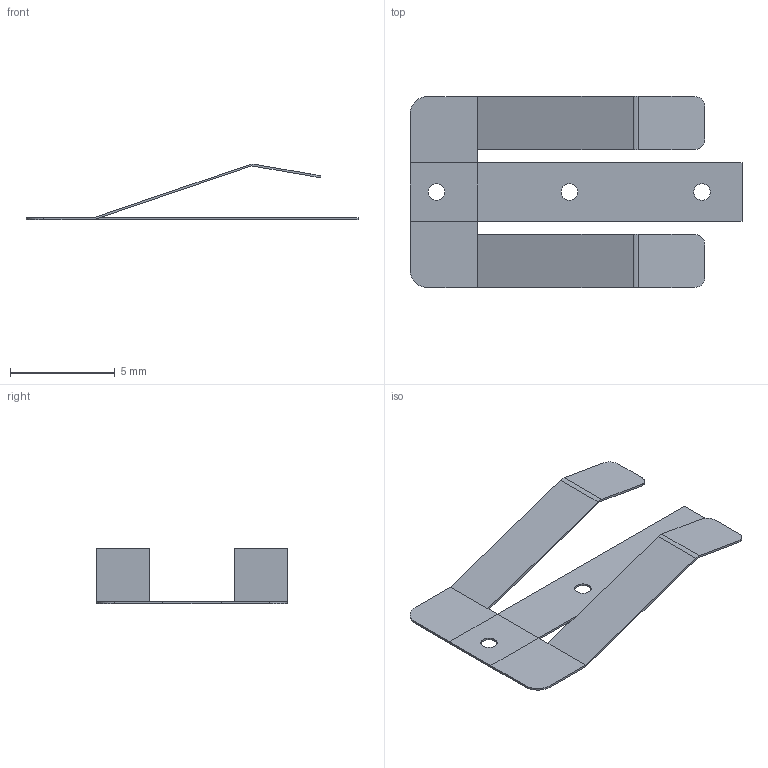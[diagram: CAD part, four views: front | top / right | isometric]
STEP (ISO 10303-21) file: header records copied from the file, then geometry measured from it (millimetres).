
FILE_DESCRIPTION(/* description */ ('model of BatteryHolder_Keystone_2993'),/* implementation_level */ '2;1');
FILE_NAME(/* name */ 'BatteryHolder_Keystone_2993.step',/* time_stamp */ '2018-12-26T14:46:57',/* author */ ('kicad StepUp','ksu'),/* organization */ ('FreeCAD'),/* preprocessor_version */ 'OCC',/* originating_system */ 'kicad StepUp',/* authorisation */ '');
FILE_SCHEMA(('AUTOMOTIVE_DESIGN { 1 0 10303 214 1 1 1 1 }'));
Length unit declared in the file: millimetre
Products named in the file (1): Keystone_2993
Bounding box: 15.88 x 9.14 x 2.67 mm (x, y, z)
Volume: 11.8 mm3; surface area: 250.9 mm2
Topology: 1 solids, 1 shells, 41 faces, 101 edges, 62 vertices
Faces by surface type: plane 30, cylinder 11
Full cylindrical faces by diameter (mm): 0.79 x3
Entity records: 791 total; most frequent: ORIENTED_EDGE 156, CARTESIAN_POINT 119, EDGE_CURVE 101, VERTEX_POINT 62, LINE 60, AXIS2_PLACEMENT_3D 53, FACE_BOUND 47, EDGE_LOOP 47
